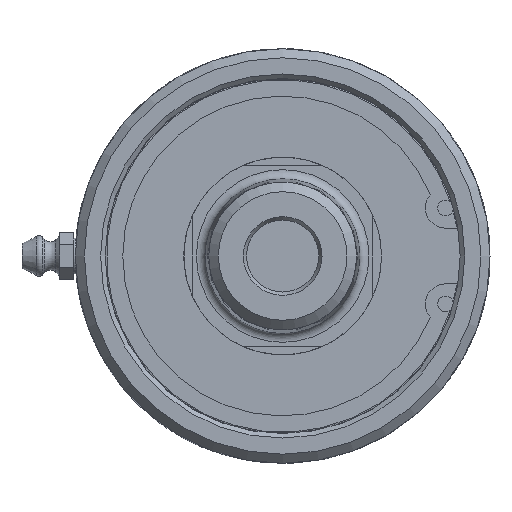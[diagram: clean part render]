
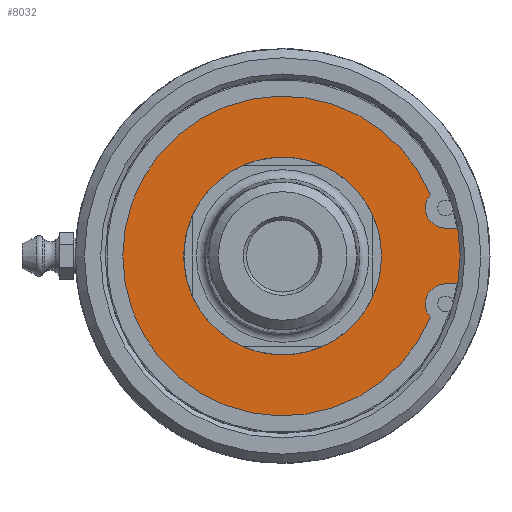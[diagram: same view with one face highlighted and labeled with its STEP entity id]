
A CAD part, left-side view. The second image highlights one B-rep face of the part: STEP entity #8032.
In plain terms, the highlighted planar face has unit normal (-1, 0, 0).
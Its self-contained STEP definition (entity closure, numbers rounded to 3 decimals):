
#56=FACE_BOUND('',#2729,.T.);
#940=LINE('',#54729,#1375);
#945=LINE('',#54741,#1380);
#1375=VECTOR('',#9979,10.);
#1380=VECTOR('',#9988,10.);
#2241=FACE_OUTER_BOUND('',#2728,.T.);
#2728=EDGE_LOOP('',(#7073,#7074,#7075,#7076,#7077,#7078));
#2729=EDGE_LOOP('',(#7079,#7080));
#3031=CIRCLE('',#8571,3.556);
#3033=CIRCLE('',#8574,28.142);
#3035=CIRCLE('',#8577,3.556);
#3042=CIRCLE('',#8589,33.45);
#3043=CIRCLE('',#8592,17.4);
#3044=CIRCLE('',#8593,17.4);
#3794=VERTEX_POINT('',#54726);
#3795=VERTEX_POINT('',#54728);
#3799=VERTEX_POINT('',#54738);
#3800=VERTEX_POINT('',#54740);
#3801=VERTEX_POINT('',#54744);
#3803=VERTEX_POINT('',#54750);
#3806=VERTEX_POINT('',#54772);
#3807=VERTEX_POINT('',#54773);
#4906=EDGE_CURVE('',#3795,#3794,#940,.T.);
#4912=EDGE_CURVE('',#3800,#3799,#945,.T.);
#4914=EDGE_CURVE('',#3799,#3801,#3031,.T.);
#4917=EDGE_CURVE('',#3801,#3803,#3033,.T.);
#4920=EDGE_CURVE('',#3803,#3795,#3035,.T.);
#4927=EDGE_CURVE('',#3794,#3800,#3042,.T.);
#4928=EDGE_CURVE('',#3806,#3807,#3043,.T.);
#4929=EDGE_CURVE('',#3807,#3806,#3044,.T.);
#7073=ORIENTED_EDGE('',*,*,#4912,.T.);
#7074=ORIENTED_EDGE('',*,*,#4914,.T.);
#7075=ORIENTED_EDGE('',*,*,#4917,.T.);
#7076=ORIENTED_EDGE('',*,*,#4920,.T.);
#7077=ORIENTED_EDGE('',*,*,#4906,.T.);
#7078=ORIENTED_EDGE('',*,*,#4927,.T.);
#7079=ORIENTED_EDGE('',*,*,#4928,.T.);
#7080=ORIENTED_EDGE('',*,*,#4929,.T.);
#7650=PLANE('',#8591);
#8032=ADVANCED_FACE('',(#2241,#56),#7650,.F.);
#8571=AXIS2_PLACEMENT_3D('',#54745,#9992,#9993);
#8574=AXIS2_PLACEMENT_3D('',#54751,#9999,#10000);
#8577=AXIS2_PLACEMENT_3D('',#54756,#10006,#10007);
#8589=AXIS2_PLACEMENT_3D('',#54769,#10030,#10031);
#8591=AXIS2_PLACEMENT_3D('',#54771,#10034,#10035);
#8592=AXIS2_PLACEMENT_3D('',#54774,#10036,#10037);
#8593=AXIS2_PLACEMENT_3D('',#54775,#10038,#10039);
#9979=DIRECTION('',(0.,-1.,0.));
#9988=DIRECTION('',(0.,1.,0.));
#9992=DIRECTION('center_axis',(1.,0.,0.));
#9993=DIRECTION('ref_axis',(0.,0.754,0.657));
#9999=DIRECTION('center_axis',(-1.,0.,0.));
#10000=DIRECTION('ref_axis',(0.,0.924,-0.384));
#10006=DIRECTION('center_axis',(1.,0.,0.));
#10007=DIRECTION('ref_axis',(0.,0.,1.));
#10030=DIRECTION('center_axis',(-1.,0.,0.));
#10031=DIRECTION('ref_axis',(0.,1.,0.));
#10034=DIRECTION('center_axis',(1.,0.,0.));
#10035=DIRECTION('ref_axis',(0.,0.,-1.));
#10036=DIRECTION('center_axis',(1.,0.,0.));
#10037=DIRECTION('ref_axis',(0.,1.,0.));
#10038=DIRECTION('center_axis',(1.,0.,0.));
#10039=DIRECTION('ref_axis',(0.,1.,0.));
#54726=CARTESIAN_POINT('',(4.775,-33.089,-4.902));
#54728=CARTESIAN_POINT('',(4.775,-28.672,-4.902));
#54729=CARTESIAN_POINT('',(4.775,-4.407,-4.902));
#54738=CARTESIAN_POINT('',(4.775,-28.672,4.902));
#54740=CARTESIAN_POINT('',(4.775,-33.089,4.902));
#54741=CARTESIAN_POINT('',(4.775,-2.199,4.902));
#54744=CARTESIAN_POINT('',(4.775,-25.99,10.793));
#54745=CARTESIAN_POINT('Origin',(4.775,-28.672,8.458));
#54750=CARTESIAN_POINT('',(4.775,-25.99,-10.793));
#54751=CARTESIAN_POINT('Origin',(4.775,0.,0.));
#54756=CARTESIAN_POINT('Origin',(4.775,-28.672,-8.458));
#54769=CARTESIAN_POINT('Origin',(4.775,0.,0.));
#54771=CARTESIAN_POINT('Origin',(4.775,24.275,0.));
#54772=CARTESIAN_POINT('',(4.775,17.4,0.));
#54773=CARTESIAN_POINT('',(4.775,-17.4,0.));
#54774=CARTESIAN_POINT('Origin',(4.775,0.,0.));
#54775=CARTESIAN_POINT('Origin',(4.775,0.,0.));
